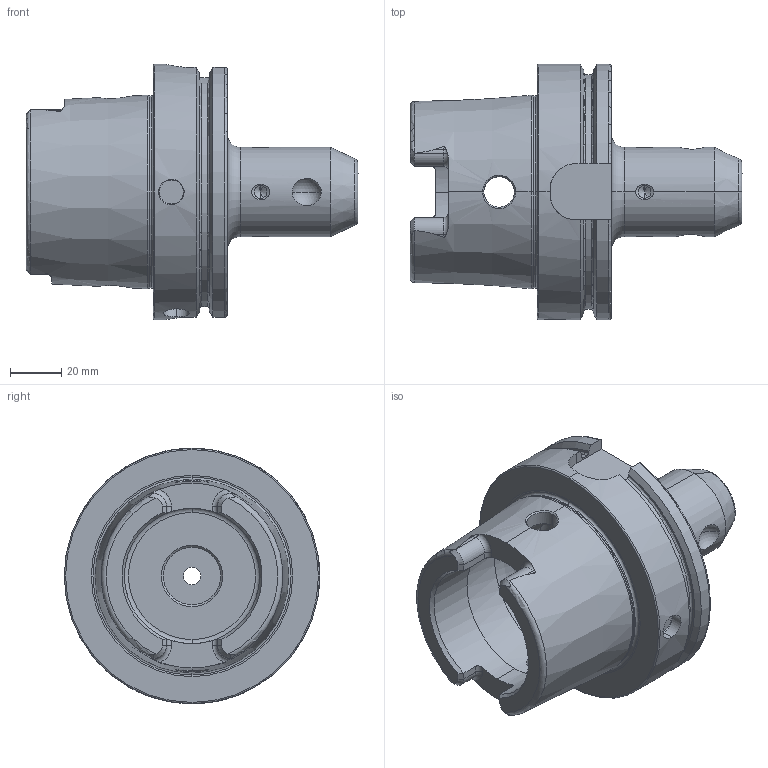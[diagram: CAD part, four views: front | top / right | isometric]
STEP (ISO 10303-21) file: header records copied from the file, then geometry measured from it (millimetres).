
FILE_DESCRIPTION (( 'STEP AP203' ), '1' );
FILE_NAME ('HA0.W10.K21.080.STEP', '2012-12-03T08:28:13', ( 'baer' ), ( 'Hewlett-Packard Company' ), 'SwSTEP 2.0', 'SolidWorks 2012', '' );
FILE_SCHEMA (( 'CONFIG_CONTROL_DESIGN' ));
Length unit declared in the file: millimetre
Products named in the file (4): HA0.W10.K21.080; ERU-CJ2.001.006; W10-ER1.001.012; HA0-W10.K21.080_C_Fertigbearbeitung
Assembly tree (4 placements, depth 2):
  HA0.W10.K21.080
    HA0-W10.K21.080_C_Fertigbearbeitung
    W10-ER1.001.012
    ERU-CJ2.001.006  x2
Bounding box: 129.98 x 100 x 100 mm (x, y, z)
Volume: 294970.2 mm3; surface area: 58453.3 mm2
Topology: 4 solids, 4 shells, 271 faces, 670 edges, 408 vertices
Faces by surface type: cylinder 82, plane 71, cone 68, torus 42, bspline 6, sphere 2
Entity records: 10058 total; most frequent: CARTESIAN_POINT 3759, ORIENTED_EDGE 1244, DIRECTION 1201, EDGE_CURVE 622, AXIS2_PLACEMENT_3D 485, VERTEX_POINT 388, EDGE_LOOP 284, ADVANCED_FACE 256
